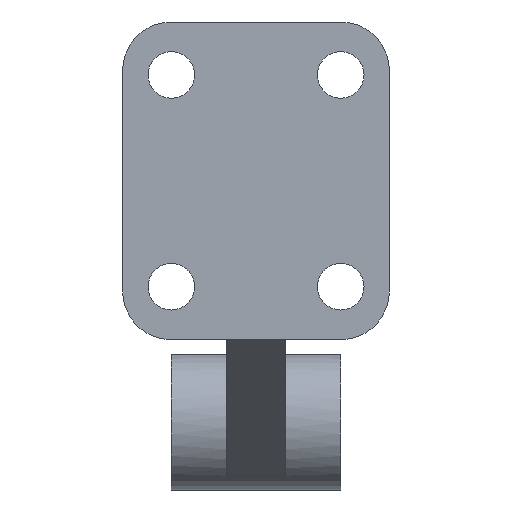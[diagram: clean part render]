
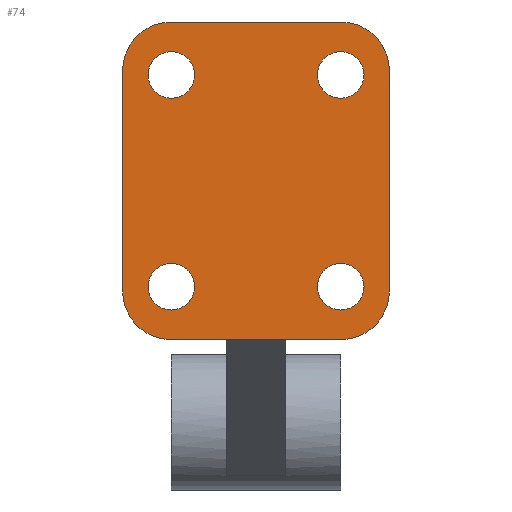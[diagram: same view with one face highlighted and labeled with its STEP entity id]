
A CAD part, front view. The second image highlights one B-rep face of the part: STEP entity #74.
In plain terms, the highlighted planar face has unit normal (0, -1, 0).
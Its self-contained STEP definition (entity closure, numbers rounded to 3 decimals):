
#74=ADVANCED_FACE('',(#138,#139,#140,#141,#142),#143,.F.);
#138=FACE_BOUND('',#206,.T.);
#139=FACE_BOUND('',#207,.T.);
#140=FACE_BOUND('',#208,.T.);
#141=FACE_BOUND('',#209,.T.);
#142=FACE_OUTER_BOUND('',#210,.T.);
#143=PLANE('',#211);
#206=EDGE_LOOP('',(#434,#435));
#207=EDGE_LOOP('',(#436,#437));
#208=EDGE_LOOP('',(#438,#439));
#209=EDGE_LOOP('',(#440,#441));
#210=EDGE_LOOP('',(#442,#443,#444,#445,#446,#447,#448,#449));
#211=AXIS2_PLACEMENT_3D('',#450,#451,#452);
#434=ORIENTED_EDGE('',*,*,#503,.T.);
#435=ORIENTED_EDGE('',*,*,#468,.T.);
#436=ORIENTED_EDGE('',*,*,#504,.T.);
#437=ORIENTED_EDGE('',*,*,#464,.T.);
#438=ORIENTED_EDGE('',*,*,#505,.T.);
#439=ORIENTED_EDGE('',*,*,#460,.T.);
#440=ORIENTED_EDGE('',*,*,#507,.T.);
#441=ORIENTED_EDGE('',*,*,#456,.T.);
#442=ORIENTED_EDGE('',*,*,#529,.F.);
#443=ORIENTED_EDGE('',*,*,#511,.F.);
#444=ORIENTED_EDGE('',*,*,#515,.F.);
#445=ORIENTED_EDGE('',*,*,#518,.F.);
#446=ORIENTED_EDGE('',*,*,#520,.F.);
#447=ORIENTED_EDGE('',*,*,#522,.F.);
#448=ORIENTED_EDGE('',*,*,#524,.F.);
#449=ORIENTED_EDGE('',*,*,#527,.F.);
#450=CARTESIAN_POINT('',(0.,0.,0.));
#451=DIRECTION('',(0.,1.0,0.));
#452=DIRECTION('',(-1.0,0.0,0.));
#456=EDGE_CURVE('',#531,#535,#537,.T.);
#460=EDGE_CURVE('',#539,#543,#545,.T.);
#464=EDGE_CURVE('',#547,#551,#553,.T.);
#468=EDGE_CURVE('',#555,#559,#561,.T.);
#503=EDGE_CURVE('',#559,#555,#618,.T.);
#504=EDGE_CURVE('',#551,#547,#619,.T.);
#505=EDGE_CURVE('',#543,#539,#620,.T.);
#507=EDGE_CURVE('',#535,#531,#622,.T.);
#511=EDGE_CURVE('',#627,#629,#630,.T.);
#515=EDGE_CURVE('',#634,#627,#636,.T.);
#518=EDGE_CURVE('',#638,#634,#640,.T.);
#520=EDGE_CURVE('',#641,#638,#643,.T.);
#522=EDGE_CURVE('',#644,#641,#646,.T.);
#524=EDGE_CURVE('',#647,#644,#649,.T.);
#527=EDGE_CURVE('',#652,#647,#654,.T.);
#529=EDGE_CURVE('',#629,#652,#656,.T.);
#531=VERTEX_POINT('',#658);
#535=VERTEX_POINT('',#663);
#537=CIRCLE('',#666,5.5);
#539=VERTEX_POINT('',#668);
#543=VERTEX_POINT('',#673);
#545=CIRCLE('',#676,5.5);
#547=VERTEX_POINT('',#678);
#551=VERTEX_POINT('',#683);
#553=CIRCLE('',#686,5.5);
#555=VERTEX_POINT('',#688);
#559=VERTEX_POINT('',#693);
#561=CIRCLE('',#696,5.5);
#618=CIRCLE('',#771,5.5);
#619=CIRCLE('',#772,5.5);
#620=CIRCLE('',#773,5.5);
#622=CIRCLE('',#775,5.5);
#627=VERTEX_POINT('',#781);
#629=VERTEX_POINT('',#784);
#630=LINE('',#785,#786);
#634=VERTEX_POINT('',#791);
#636=CIRCLE('',#794,11.5);
#638=VERTEX_POINT('',#797);
#640=LINE('',#800,#801);
#641=VERTEX_POINT('',#802);
#643=CIRCLE('',#805,11.5);
#644=VERTEX_POINT('',#806);
#646=LINE('',#809,#810);
#647=VERTEX_POINT('',#811);
#649=CIRCLE('',#814,11.5);
#652=VERTEX_POINT('',#818);
#654=LINE('',#821,#822);
#656=CIRCLE('',#824,11.5);
#658=CARTESIAN_POINT('',(14.5,0.,-25.0));
#663=CARTESIAN_POINT('',(25.5,0.,-25.0));
#666=AXIS2_PLACEMENT_3D('',#830,#831,#832);
#668=CARTESIAN_POINT('',(14.5,0.,25.0));
#673=CARTESIAN_POINT('',(25.5,0.,25.0));
#676=AXIS2_PLACEMENT_3D('',#838,#839,#840);
#678=CARTESIAN_POINT('',(-25.5,0.,-25.0));
#683=CARTESIAN_POINT('',(-14.5,0.,-25.0));
#686=AXIS2_PLACEMENT_3D('',#846,#847,#848);
#688=CARTESIAN_POINT('',(-25.5,0.,25.0));
#693=CARTESIAN_POINT('',(-14.5,0.,25.0));
#696=AXIS2_PLACEMENT_3D('',#854,#855,#856);
#771=AXIS2_PLACEMENT_3D('',#923,#924,#925);
#772=AXIS2_PLACEMENT_3D('',#926,#927,#928);
#773=AXIS2_PLACEMENT_3D('',#929,#930,#931);
#775=AXIS2_PLACEMENT_3D('',#935,#936,#937);
#781=CARTESIAN_POINT('',(31.5,0.,26.0));
#784=CARTESIAN_POINT('',(31.5,0.,-26.0));
#785=CARTESIAN_POINT('',(31.5,0.,26.0));
#786=VECTOR('',#943,1.0);
#791=CARTESIAN_POINT('',(20.0,0.,37.5));
#794=AXIS2_PLACEMENT_3D('',#949,#950,#951);
#797=CARTESIAN_POINT('',(-20.0,0.,37.5));
#800=CARTESIAN_POINT('',(-20.0,0.,37.5));
#801=VECTOR('',#954,1.0);
#802=CARTESIAN_POINT('',(-31.5,0.,26.0));
#805=AXIS2_PLACEMENT_3D('',#956,#957,#958);
#806=CARTESIAN_POINT('',(-31.5,0.,-26.0));
#809=CARTESIAN_POINT('',(-31.5,0.,-26.0));
#810=VECTOR('',#960,1.0);
#811=CARTESIAN_POINT('',(-20.0,0.,-37.5));
#814=AXIS2_PLACEMENT_3D('',#962,#963,#964);
#818=CARTESIAN_POINT('',(20.0,0.,-37.5));
#821=CARTESIAN_POINT('',(20.0,0.,-37.5));
#822=VECTOR('',#967,1.0);
#824=AXIS2_PLACEMENT_3D('',#971,#972,#973);
#830=CARTESIAN_POINT('',(20.0,0.,-25.0));
#831=DIRECTION('',(0.,1.0,0.));
#832=DIRECTION('',(-1.0,0.0,0.));
#838=CARTESIAN_POINT('',(20.0,0.,25.0));
#839=DIRECTION('',(0.,1.0,0.));
#840=DIRECTION('',(-1.0,0.0,0.));
#846=CARTESIAN_POINT('',(-20.0,0.,-25.0));
#847=DIRECTION('',(0.,1.0,0.));
#848=DIRECTION('',(-1.0,0.0,0.));
#854=CARTESIAN_POINT('',(-20.0,0.,25.0));
#855=DIRECTION('',(0.,1.0,0.));
#856=DIRECTION('',(-1.0,0.0,0.));
#923=CARTESIAN_POINT('',(-20.0,0.,25.0));
#924=DIRECTION('',(0.,1.0,0.));
#925=DIRECTION('',(-1.0,0.0,0.));
#926=CARTESIAN_POINT('',(-20.0,0.,-25.0));
#927=DIRECTION('',(0.,1.0,0.));
#928=DIRECTION('',(-1.0,0.0,0.));
#929=CARTESIAN_POINT('',(20.0,0.,25.0));
#930=DIRECTION('',(0.,1.0,0.));
#931=DIRECTION('',(-1.0,0.0,0.));
#935=CARTESIAN_POINT('',(20.0,0.,-25.0));
#936=DIRECTION('',(0.,1.0,0.));
#937=DIRECTION('',(-1.0,0.0,0.));
#943=DIRECTION('',(0.,0.,-1.0));
#949=CARTESIAN_POINT('',(20.0,0.,26.0));
#950=DIRECTION('',(0.,1.0,0.));
#951=DIRECTION('',(-1.0,0.0,0.));
#954=DIRECTION('',(1.0,0.0,0.));
#956=CARTESIAN_POINT('',(-20.0,0.,26.0));
#957=DIRECTION('',(0.,1.0,0.));
#958=DIRECTION('',(-1.0,0.0,0.));
#960=DIRECTION('',(0.,0.,1.0));
#962=CARTESIAN_POINT('',(-20.0,0.,-26.0));
#963=DIRECTION('',(0.,1.0,0.));
#964=DIRECTION('',(-1.0,0.0,0.));
#967=DIRECTION('',(-1.0,0.0,0.));
#971=CARTESIAN_POINT('',(20.0,0.,-26.0));
#972=DIRECTION('',(0.,1.0,0.));
#973=DIRECTION('',(-1.0,0.0,0.));
